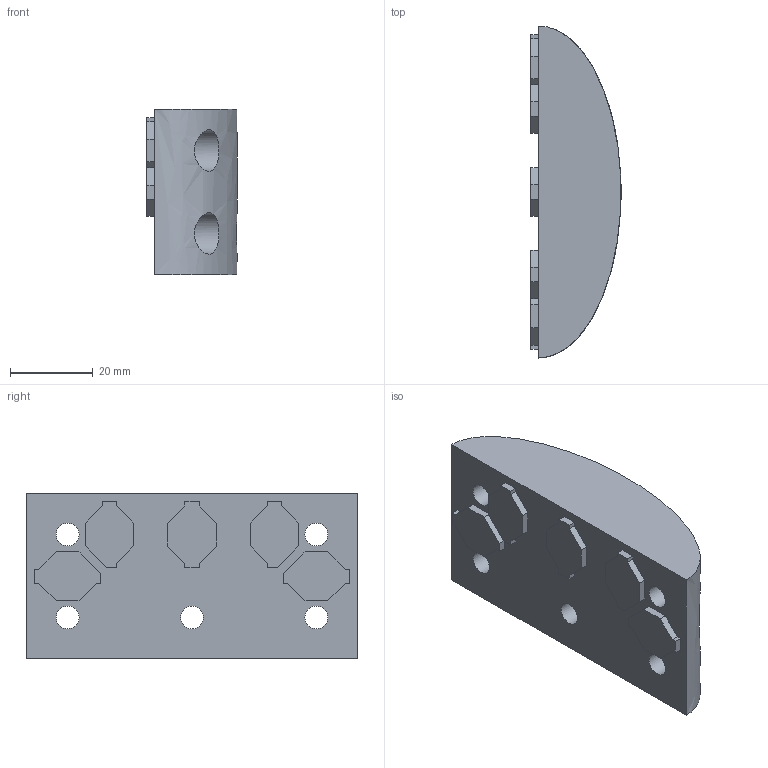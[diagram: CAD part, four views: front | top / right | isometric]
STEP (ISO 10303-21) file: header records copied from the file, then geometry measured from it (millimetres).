
FILE_DESCRIPTION(/* description */ (''),/* implementation_level */ '2;1');
FILE_NAME(/* name */ '2-4080_c-beam_endcap_V5 v2.step',/* time_stamp */ '2019-09-14T12:50:40-04:00',/* author */ (''),/* organization */ (''),/* preprocessor_version */ 'ST-DEVELOPER v18',/* originating_system */ 'Autodesk Translation Framework v8.6.0.1094',/* authorisation */ '');
FILE_SCHEMA (('AUTOMOTIVE_DESIGN { 1 0 10303 214 3 1 1 }'));
Length unit declared in the file: millimetre
Products named in the file (1): 2-4080_c-beam_endcap_V5
Bounding box: 21.75 x 80 x 40 mm (x, y, z)
Volume: 47509.1 mm3; surface area: 11492.6 mm2
Topology: 1 solids, 1 shells, 80 faces, 209 edges, 141 vertices
Faces by surface type: plane 69, cylinder 10, bspline 1
Full cylindrical faces by diameter (mm): 5.5 x5, 10 x5
Entity records: 2645 total; most frequent: CARTESIAN_POINT 610, ORIENTED_EDGE 418, DIRECTION 376, EDGE_CURVE 209, LINE 182, VECTOR 182, VERTEX_POINT 141, EDGE_LOOP 100
